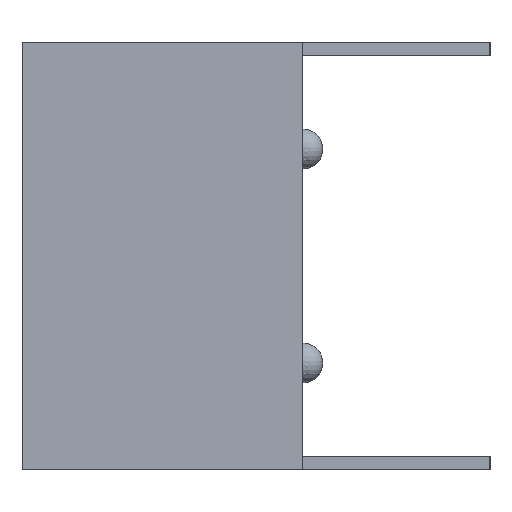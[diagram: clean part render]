
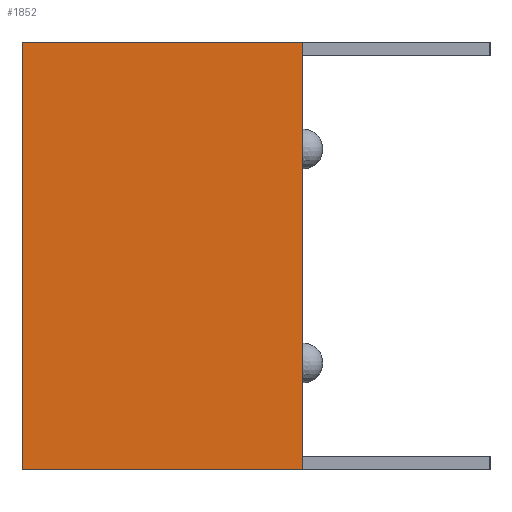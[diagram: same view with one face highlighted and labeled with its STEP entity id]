
A CAD part, left-side view. The second image highlights one B-rep face of the part: STEP entity #1852.
In plain terms, the highlighted planar face has unit normal (-1, 0, 0).
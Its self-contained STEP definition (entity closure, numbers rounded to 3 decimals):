
#524 = VERTEX_POINT ( 'NONE', #1999 ) ;
#803 = ORIENTED_EDGE ( 'NONE', *, *, #7968, .T. ) ;
#813 = CARTESIAN_POINT ( 'NONE',  ( -10.16, 5.334, 0. ) ) ;
#855 = LINE ( 'NONE', #14667, #9021 ) ;
#919 = EDGE_CURVE ( 'NONE', #524, #13282, #6646, .T. ) ;
#1402 = EDGE_CURVE ( 'NONE', #7928, #13282, #15678, .T. ) ;
#1829 = DIRECTION ( 'NONE',  ( 0., -1., 0. ) ) ;
#1852 = ADVANCED_FACE ( 'NONE', ( #9121 ), #6221, .F. ) ;
#1999 = CARTESIAN_POINT ( 'NONE',  ( -10.16, 0., -8.128 ) ) ;
#3049 = LINE ( 'NONE', #16553, #17957 ) ;
#4709 = DIRECTION ( 'NONE',  ( 0., 0., -1. ) ) ;
#6221 = PLANE ( 'NONE',  #17421 ) ;
#6245 = CARTESIAN_POINT ( 'NONE',  ( -10.16, 0., -8.128 ) ) ;
#6646 = LINE ( 'NONE', #6245, #12934 ) ;
#6779 = EDGE_CURVE ( 'NONE', #12440, #7928, #3049, .T. ) ;
#7565 = EDGE_LOOP ( 'NONE', ( #10502, #16724, #18622, #803 ) ) ;
#7735 = DIRECTION ( 'NONE',  ( 0., 0., 1. ) ) ;
#7928 = VERTEX_POINT ( 'NONE', #8939 ) ;
#7968 = EDGE_CURVE ( 'NONE', #12440, #524, #855, .T. ) ;
#8939 = CARTESIAN_POINT ( 'NONE',  ( -10.16, 5.334, 0. ) ) ;
#9021 = VECTOR ( 'NONE', #1829, 1000. ) ;
#9121 = FACE_OUTER_BOUND ( 'NONE', #7565, .T. ) ;
#9821 = VECTOR ( 'NONE', #15343, 1000. ) ;
#10502 = ORIENTED_EDGE ( 'NONE', *, *, #919, .T. ) ;
#12023 = DIRECTION ( 'NONE',  ( 1., 0., 0. ) ) ;
#12440 = VERTEX_POINT ( 'NONE', #12546 ) ;
#12546 = CARTESIAN_POINT ( 'NONE',  ( -10.16, 5.334, -8.128 ) ) ;
#12934 = VECTOR ( 'NONE', #13292, 1000. ) ;
#13282 = VERTEX_POINT ( 'NONE', #17373 ) ;
#13292 = DIRECTION ( 'NONE',  ( 0., 0., 1. ) ) ;
#14667 = CARTESIAN_POINT ( 'NONE',  ( -10.16, 5.334, -8.128 ) ) ;
#15343 = DIRECTION ( 'NONE',  ( 0., -1., 0. ) ) ;
#15678 = LINE ( 'NONE', #813, #9821 ) ;
#16553 = CARTESIAN_POINT ( 'NONE',  ( -10.16, 5.334, -8.128 ) ) ;
#16724 = ORIENTED_EDGE ( 'NONE', *, *, #1402, .F. ) ;
#17373 = CARTESIAN_POINT ( 'NONE',  ( -10.16, 0., 0. ) ) ;
#17421 = AXIS2_PLACEMENT_3D ( 'NONE', #17599, #12023, #4709 ) ;
#17599 = CARTESIAN_POINT ( 'NONE',  ( -10.16, 5.334, -8.128 ) ) ;
#17957 = VECTOR ( 'NONE', #7735, 1000. ) ;
#18622 = ORIENTED_EDGE ( 'NONE', *, *, #6779, .F. ) ;
